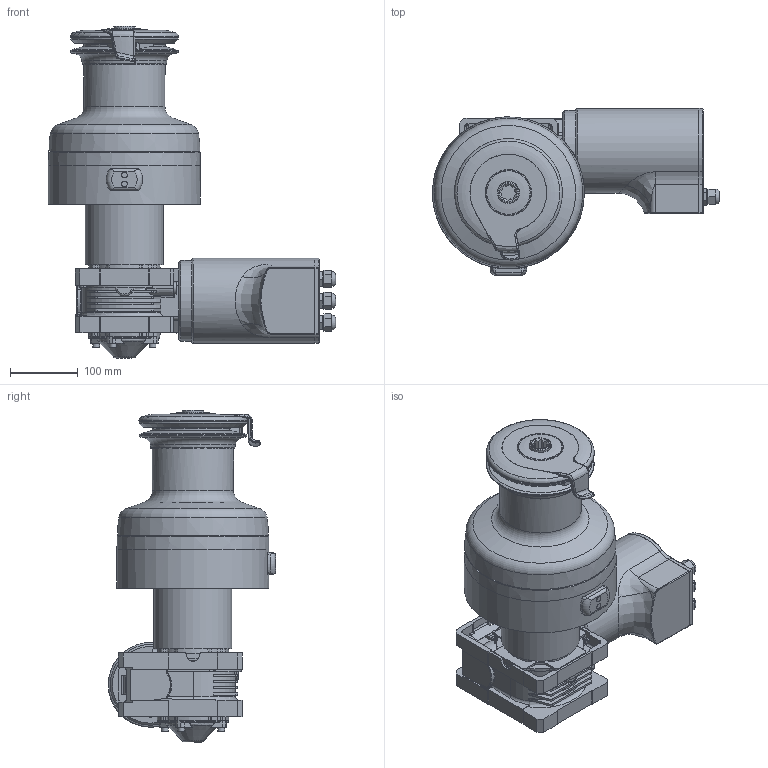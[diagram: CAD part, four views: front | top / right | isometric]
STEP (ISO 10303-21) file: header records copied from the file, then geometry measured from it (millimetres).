
FILE_DESCRIPTION(/* description */ (''),/* implementation_level */ '2;1');
FILE_NAME(/* name */ 'XT62.3_ELH.stp',/* time_stamp */ '2016-03-25T10:18:44+01:00',/* author */ ('gianni'),/* organization */ (''),/* preprocessor_version */ 'ST-DEVELOPER v16.1',/* originating_system */ 'Autodesk Inventor 2016',/* authorisation */ '');
FILE_SCHEMA (('AUTOMOTIVE_DESIGN { 1 0 10303 214 3 1 1 }'));
Length unit declared in the file: millimetre
Products named in the file (1): XT62.3ELH
Bounding box: 423.19 x 246.56 x 489.04 mm (x, y, z)
Volume: 12380544.4 mm3; surface area: 564709.7 mm2
Topology: 1 solids, 1 shells, 1224 faces, 3310 edges, 2095 vertices
Faces by surface type: plane 494, cylinder 397, bspline 154, torus 107, cone 50, sphere 22
Full cylindrical faces by diameter (mm): 6.5 x2, 8.4 x2, 8.5 x6, 10 x4, 17.5 x3, 18 x1, 22 x3, 31.72 x1, 32.2 x1, 115 x1, 119 x1, 120 x1, 125 x1, 159 x2, 224 x1
Entity records: 44097 total; most frequent: CARTESIAN_POINT 15052, ORIENTED_EDGE 6322, DIRECTION 5827, EDGE_CURVE 3161, AXIS2_PLACEMENT_3D 2208, VERTEX_POINT 2053, LINE 1411, VECTOR 1411
